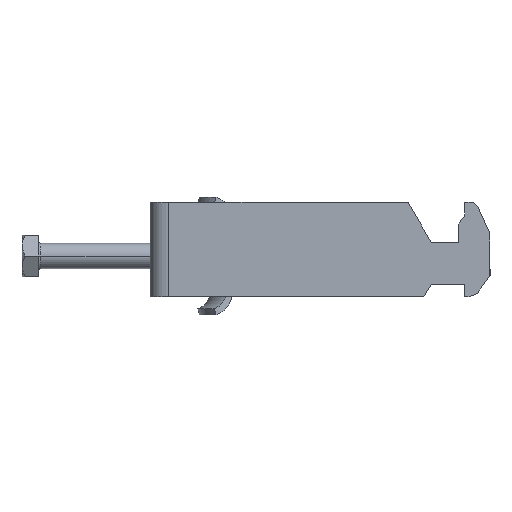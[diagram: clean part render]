
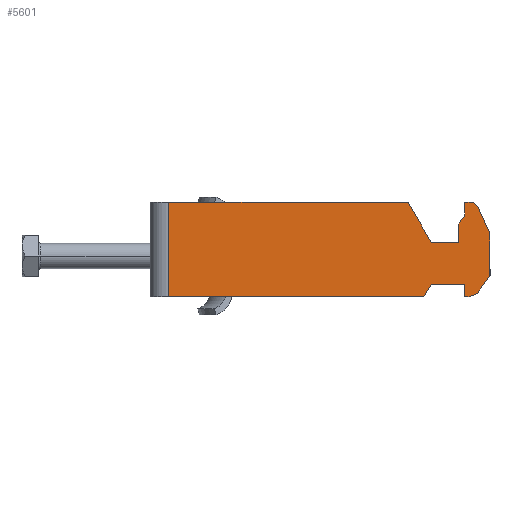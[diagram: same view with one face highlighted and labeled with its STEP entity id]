
A CAD part, left-side view. The second image highlights one B-rep face of the part: STEP entity #5601.
In plain terms, the highlighted planar face has unit normal (-1, 0, 0).
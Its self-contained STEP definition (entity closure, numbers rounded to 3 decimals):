
#51 = VERTEX_POINT ( 'NONE', #4362 ) ;
#95 = CARTESIAN_POINT ( 'NONE',  ( -10., -105.754, -12.878 ) ) ;
#179 = DIRECTION ( 'NONE',  ( 0., -0.5, -0.866 ) ) ;
#208 = CARTESIAN_POINT ( 'NONE',  ( -10., -126.089, 11.051 ) ) ;
#404 = EDGE_CURVE ( 'NONE', #3064, #3377, #6225, .T. ) ;
#556 = VECTOR ( 'NONE', #1017, 1000. ) ;
#565 = LINE ( 'NONE', #9257, #2853 ) ;
#603 = LINE ( 'NONE', #11933, #10479 ) ;
#940 = VERTEX_POINT ( 'NONE', #7094 ) ;
#958 = CARTESIAN_POINT ( 'NONE',  ( -10., -126., -8.25 ) ) ;
#1017 = DIRECTION ( 'NONE',  ( 0., 0., 1. ) ) ;
#1101 = VERTEX_POINT ( 'NONE', #11173 ) ;
#1303 = CARTESIAN_POINT ( 'NONE',  ( -10., -77.636, -16.673 ) ) ;
#1430 = VECTOR ( 'NONE', #4271, 1000. ) ;
#1451 = DIRECTION ( 'NONE',  ( 0., 0.574, -0.819 ) ) ;
#1545 = DIRECTION ( 'NONE',  ( 0., -0.407, -0.914 ) ) ;
#1732 = DIRECTION ( 'NONE',  ( 0., -0.766, -0.643 ) ) ;
#1787 = VECTOR ( 'NONE', #4928, 1000. ) ;
#1962 = LINE ( 'NONE', #5803, #556 ) ;
#2007 = ORIENTED_EDGE ( 'NONE', *, *, #5216, .F. ) ;
#2040 = CARTESIAN_POINT ( 'NONE',  ( -10., -67., 1.75 ) ) ;
#2114 = EDGE_CURVE ( 'NONE', #51, #4556, #3748, .T. ) ;
#2246 = VECTOR ( 'NONE', #8941, 1000. ) ;
#2258 = EDGE_CURVE ( 'NONE', #8480, #1101, #11664, .T. ) ;
#2376 = VECTOR ( 'NONE', #3873, 1000. ) ;
#2385 = VECTOR ( 'NONE', #11602, 1000. ) ;
#2412 = ORIENTED_EDGE ( 'NONE', *, *, #7113, .F. ) ;
#2433 = VECTOR ( 'NONE', #5296, 1000. ) ;
#2720 = CARTESIAN_POINT ( 'NONE',  ( -10., -75., 11.25 ) ) ;
#2853 = VECTOR ( 'NONE', #7724, 1000. ) ;
#2885 = LINE ( 'NONE', #6727, #10468 ) ;
#2892 = EDGE_CURVE ( 'NONE', #9398, #6112, #5286, .T. ) ;
#3064 = VERTEX_POINT ( 'NONE', #12132 ) ;
#3104 = CARTESIAN_POINT ( 'NONE',  ( -10., -4.5, -11.25 ) ) ;
#3142 = CARTESIAN_POINT ( 'NONE',  ( -10., -90.194, 31.923 ) ) ;
#3164 = LINE ( 'NONE', #5119, #2376 ) ;
#3377 = VERTEX_POINT ( 'NONE', #3898 ) ;
#3393 = CARTESIAN_POINT ( 'NONE',  ( -10., -65.268, -11.25 ) ) ;
#3417 = EDGE_CURVE ( 'NONE', #7601, #10592, #565, .T. ) ;
#3580 = EDGE_CURVE ( 'NONE', #6112, #4335, #10620, .T. ) ;
#3701 = ORIENTED_EDGE ( 'NONE', *, *, #2258, .F. ) ;
#3748 = LINE ( 'NONE', #95, #5880 ) ;
#3873 = DIRECTION ( 'NONE',  ( 0., 1., 0. ) ) ;
#3898 = CARTESIAN_POINT ( 'NONE',  ( -10., -4.5, 11.25 ) ) ;
#3983 = ORIENTED_EDGE ( 'NONE', *, *, #10584, .F. ) ;
#4024 = VERTEX_POINT ( 'NONE', #4384 ) ;
#4271 = DIRECTION ( 'NONE',  ( 0., -1., 0. ) ) ;
#4297 = EDGE_CURVE ( 'NONE', #51, #5797, #10540, .T. ) ;
#4335 = VERTEX_POINT ( 'NONE', #3104 ) ;
#4362 = CARTESIAN_POINT ( 'NONE',  ( -10., -77., 11.25 ) ) ;
#4365 = ORIENTED_EDGE ( 'NONE', *, *, #4966, .F. ) ;
#4384 = CARTESIAN_POINT ( 'NONE',  ( -10., -75., -11.25 ) ) ;
#4394 = DIRECTION ( 'NONE',  ( 0., 0., 1. ) ) ;
#4442 = ORIENTED_EDGE ( 'NONE', *, *, #5954, .F. ) ;
#4556 = VERTEX_POINT ( 'NONE', #11315 ) ;
#4564 = ORIENTED_EDGE ( 'NONE', *, *, #10568, .F. ) ;
#4697 = EDGE_LOOP ( 'NONE', ( #7918, #4442, #10427, #11068, #9682, #2412, #3701, #10393, #12088, #6309, #3983, #9284, #4365, #4564, #2007, #8929, #9370, #8988 ) ) ;
#4872 = CARTESIAN_POINT ( 'NONE',  ( -10., -67., -8.25 ) ) ;
#4928 = DIRECTION ( 'NONE',  ( 0., 1., 0. ) ) ;
#4940 = LINE ( 'NONE', #8716, #2385 ) ;
#4966 = EDGE_CURVE ( 'NONE', #7564, #7601, #1962, .T. ) ;
#5119 = CARTESIAN_POINT ( 'NONE',  ( -10., -126., -11.25 ) ) ;
#5216 = EDGE_CURVE ( 'NONE', #3064, #6683, #7978, .T. ) ;
#5286 = LINE ( 'NONE', #3142, #8272 ) ;
#5296 = DIRECTION ( 'NONE',  ( 0., 0., -1. ) ) ;
#5500 = EDGE_CURVE ( 'NONE', #940, #4024, #3164, .T. ) ;
#5597 = VECTOR ( 'NONE', #179, 1000. ) ;
#5601 = ADVANCED_FACE ( 'NONE', ( #9207 ), #12032, .F. ) ;
#5797 = VERTEX_POINT ( 'NONE', #2720 ) ;
#5803 = CARTESIAN_POINT ( 'NONE',  ( -10., -73.5, 11.25 ) ) ;
#5845 = DIRECTION ( 'NONE',  ( 0., 0., -1. ) ) ;
#5846 = LINE ( 'NONE', #10054, #1430 ) ;
#5880 = VECTOR ( 'NONE', #1732, 1000. ) ;
#5954 = EDGE_CURVE ( 'NONE', #11824, #9398, #7803, .T. ) ;
#6011 = VECTOR ( 'NONE', #11840, 1000. ) ;
#6112 = VERTEX_POINT ( 'NONE', #3393 ) ;
#6170 = CARTESIAN_POINT ( 'NONE',  ( -10., -81., 11.25 ) ) ;
#6225 = LINE ( 'NONE', #10875, #2246 ) ;
#6309 = ORIENTED_EDGE ( 'NONE', *, *, #4297, .T. ) ;
#6426 = CARTESIAN_POINT ( 'NONE',  ( -10., -81., 3.75 ) ) ;
#6564 = DIRECTION ( 'NONE',  ( 0., 1., 0. ) ) ;
#6582 = EDGE_CURVE ( 'NONE', #8115, #940, #7888, .T. ) ;
#6642 = DIRECTION ( 'NONE',  ( 0., 1., 0. ) ) ;
#6674 = EDGE_CURVE ( 'NONE', #4024, #11824, #4940, .T. ) ;
#6683 = VERTEX_POINT ( 'NONE', #2040 ) ;
#6727 = CARTESIAN_POINT ( 'NONE',  ( -10., -4.5, 11.25 ) ) ;
#6917 = CARTESIAN_POINT ( 'NONE',  ( -10., -73.5, 1.75 ) ) ;
#7094 = CARTESIAN_POINT ( 'NONE',  ( -10., -76., -11.25 ) ) ;
#7113 = EDGE_CURVE ( 'NONE', #1101, #8115, #8120, .T. ) ;
#7274 = CARTESIAN_POINT ( 'NONE',  ( -10., -75., 8.25 ) ) ;
#7564 = VERTEX_POINT ( 'NONE', #6917 ) ;
#7601 = VERTEX_POINT ( 'NONE', #8356 ) ;
#7724 = DIRECTION ( 'NONE',  ( 0., -0.574, 0.819 ) ) ;
#7803 = LINE ( 'NONE', #958, #1787 ) ;
#7888 = LINE ( 'NONE', #208, #6011 ) ;
#7918 = ORIENTED_EDGE ( 'NONE', *, *, #2892, .F. ) ;
#7978 = LINE ( 'NONE', #1303, #5597 ) ;
#8115 = VERTEX_POINT ( 'NONE', #12242 ) ;
#8120 = LINE ( 'NONE', #9068, #11039 ) ;
#8272 = VECTOR ( 'NONE', #9119, 1000. ) ;
#8356 = CARTESIAN_POINT ( 'NONE',  ( -10., -73.5, 6.108 ) ) ;
#8477 = LINE ( 'NONE', #11373, #8669 ) ;
#8480 = VERTEX_POINT ( 'NONE', #6426 ) ;
#8669 = VECTOR ( 'NONE', #1545, 1000. ) ;
#8716 = CARTESIAN_POINT ( 'NONE',  ( -10., -75., 11.25 ) ) ;
#8929 = ORIENTED_EDGE ( 'NONE', *, *, #404, .T. ) ;
#8941 = DIRECTION ( 'NONE',  ( 0., 1., 0. ) ) ;
#8988 = ORIENTED_EDGE ( 'NONE', *, *, #3580, .F. ) ;
#9068 = CARTESIAN_POINT ( 'NONE',  ( -10., -103.945, 26.693 ) ) ;
#9119 = DIRECTION ( 'NONE',  ( 0., 0.5, -0.866 ) ) ;
#9207 = FACE_OUTER_BOUND ( 'NONE', #4697, .T. ) ;
#9209 = EDGE_CURVE ( 'NONE', #3377, #4335, #2885, .T. ) ;
#9257 = CARTESIAN_POINT ( 'NONE',  ( -10., -93.188, 34.225 ) ) ;
#9284 = ORIENTED_EDGE ( 'NONE', *, *, #3417, .F. ) ;
#9288 = EDGE_CURVE ( 'NONE', #4556, #8480, #8477, .T. ) ;
#9290 = VECTOR ( 'NONE', #12366, 1000. ) ;
#9370 = ORIENTED_EDGE ( 'NONE', *, *, #9209, .T. ) ;
#9386 = CARTESIAN_POINT ( 'NONE',  ( -10., -75., -8.25 ) ) ;
#9398 = VERTEX_POINT ( 'NONE', #4872 ) ;
#9682 = ORIENTED_EDGE ( 'NONE', *, *, #6582, .F. ) ;
#10054 = CARTESIAN_POINT ( 'NONE',  ( -10., -126., 1.75 ) ) ;
#10337 = DIRECTION ( 'NONE',  ( 1., 0., 0. ) ) ;
#10393 = ORIENTED_EDGE ( 'NONE', *, *, #9288, .F. ) ;
#10427 = ORIENTED_EDGE ( 'NONE', *, *, #6674, .F. ) ;
#10468 = VECTOR ( 'NONE', #5845, 1000. ) ;
#10478 = CARTESIAN_POINT ( 'NONE',  ( -10., -126., -11.25 ) ) ;
#10479 = VECTOR ( 'NONE', #4394, 1000. ) ;
#10540 = LINE ( 'NONE', #12425, #9290 ) ;
#10568 = EDGE_CURVE ( 'NONE', #6683, #7564, #5846, .T. ) ;
#10584 = EDGE_CURVE ( 'NONE', #10592, #5797, #603, .T. ) ;
#10592 = VERTEX_POINT ( 'NONE', #7274 ) ;
#10620 = LINE ( 'NONE', #10478, #11498 ) ;
#10626 = AXIS2_PLACEMENT_3D ( 'NONE', #11839, #10337, #6564 ) ;
#10875 = CARTESIAN_POINT ( 'NONE',  ( -10., -126., 11.25 ) ) ;
#11039 = VECTOR ( 'NONE', #1451, 1000. ) ;
#11068 = ORIENTED_EDGE ( 'NONE', *, *, #5500, .F. ) ;
#11173 = CARTESIAN_POINT ( 'NONE',  ( -10., -81., -6.075 ) ) ;
#11315 = CARTESIAN_POINT ( 'NONE',  ( -10., -78.055, 10.365 ) ) ;
#11373 = CARTESIAN_POINT ( 'NONE',  ( -10., -85.658, -6.712 ) ) ;
#11498 = VECTOR ( 'NONE', #6642, 1000. ) ;
#11602 = DIRECTION ( 'NONE',  ( 0., 0., 1. ) ) ;
#11664 = LINE ( 'NONE', #6170, #2433 ) ;
#11824 = VERTEX_POINT ( 'NONE', #9386 ) ;
#11839 = CARTESIAN_POINT ( 'NONE',  ( -10., -126., 11.25 ) ) ;
#11840 = DIRECTION ( 'NONE',  ( 0., 0.914, -0.407 ) ) ;
#11933 = CARTESIAN_POINT ( 'NONE',  ( -10., -75., 11.25 ) ) ;
#12032 = PLANE ( 'NONE',  #10626 ) ;
#12088 = ORIENTED_EDGE ( 'NONE', *, *, #2114, .F. ) ;
#12132 = CARTESIAN_POINT ( 'NONE',  ( -10., -61.515, 11.25 ) ) ;
#12242 = CARTESIAN_POINT ( 'NONE',  ( -10., -78., -10.36 ) ) ;
#12366 = DIRECTION ( 'NONE',  ( 0., 1., 0. ) ) ;
#12425 = CARTESIAN_POINT ( 'NONE',  ( -10., -126., 11.25 ) ) ;
